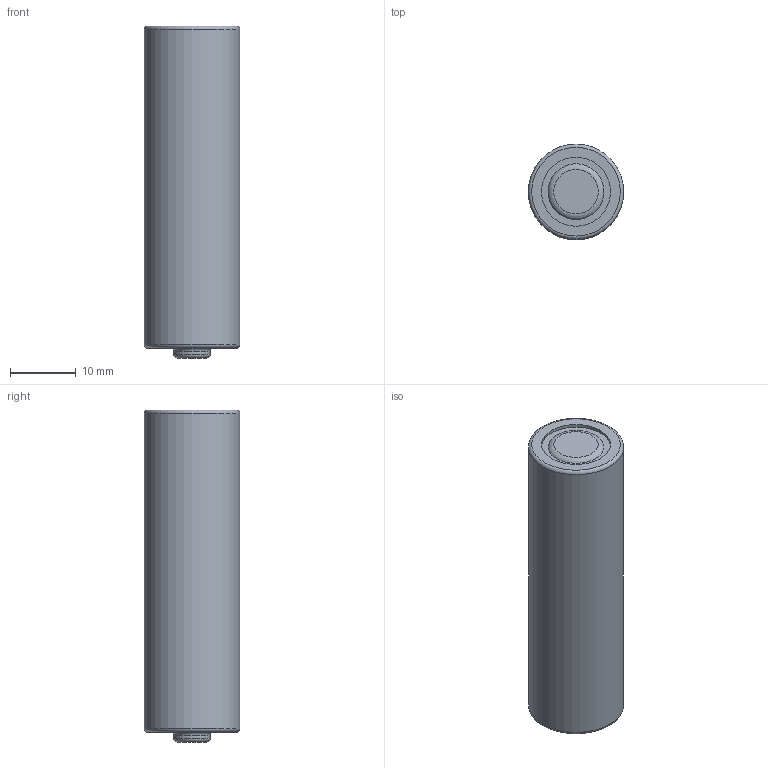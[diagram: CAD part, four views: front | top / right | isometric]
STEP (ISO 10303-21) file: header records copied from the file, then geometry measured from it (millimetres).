
FILE_DESCRIPTION(/* description */ ('Description'),/* implementation_level */ '2;1');
FILE_NAME(/* name */ 'Batteri.stp',/* time_stamp */ '2018-04-30T10:05:08+02:00',/* author */ ('Tanne'),/* organization */ ('SDU'),/* preprocessor_version */ 'ST-DEVELOPER v16.13',/* originating_system */ 'Autodesk Inventor 2018',/* authorisation */ '');
FILE_SCHEMA (('AUTOMOTIVE_DESIGN { 1 0 10303 214 3 1 1 }'));
Length unit declared in the file: millimetre
Products named in the file (1): Batteri
Bounding box: 14.5 x 14.5 x 50.5 mm (x, y, z)
Volume: 8101.3 mm3; surface area: 2592.5 mm2
Topology: 1 solids, 1 shells, 18 faces, 29 edges, 18 vertices
Faces by surface type: torus 8, plane 7, cylinder 3
Full cylindrical faces by diameter (mm): 5.5 x1, 10.5 x1, 14.5 x1
Entity records: 412 total; most frequent: DIRECTION 72, CARTESIAN_POINT 53, AXIS2_PLACEMENT_3D 36, EDGE_LOOP 34, ORIENTED_EDGE 34, FACE_OUTER_BOUND 18, ADVANCED_FACE 18, CIRCLE 17
